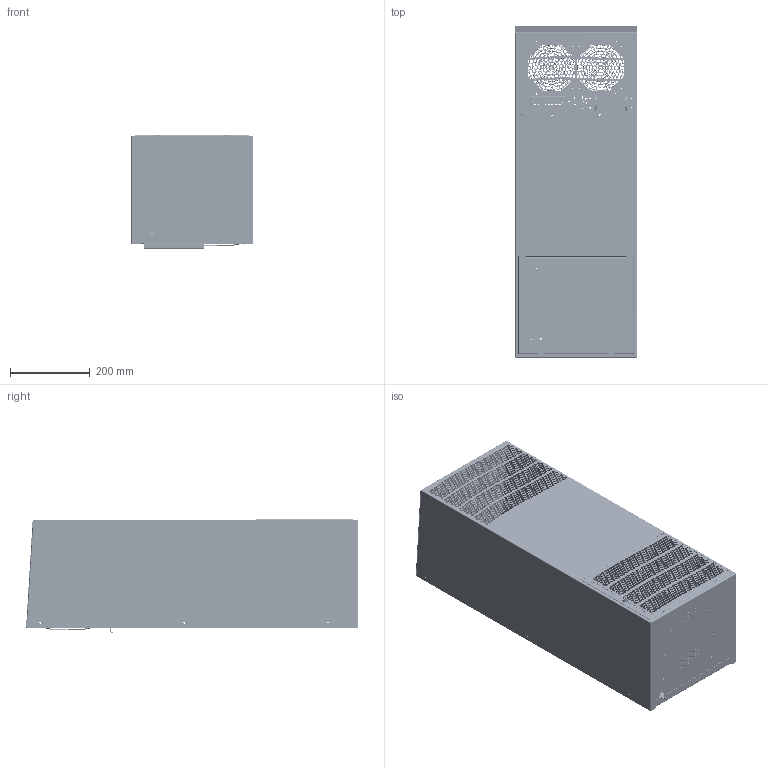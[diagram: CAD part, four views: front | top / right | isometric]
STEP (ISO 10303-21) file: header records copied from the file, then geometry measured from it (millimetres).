
FILE_DESCRIPTION((''),'2;1');
FILE_NAME('OC5705_8_9_COMPLETE_ASSEMBLY_AS_ASM','2019-06-27T12:55:53',('danielc'),(''),'CREO PARAMETRIC BY PTC INC, 2018400','CREO PARAMETRIC BY PTC INC, 2018400','');
FILE_SCHEMA(('CONFIG_CONTROL_DESIGN'));
Products named in the file (33): OC5705_8_9_HOUSING_1; POPNUT_M6_HEX_CLOSED_1; OC5705_8_9_HOUSING_MANUF_ASSY_A_ASM; KG4310_CONNECTOR_BRACKET_1; WAGO_723-609_019-000_1; KG-4315_CONNECTOR_BRKT_ASM_1_ASM; CAREL_IR33P_NOBORDER_1; CAREL_IR33P_SEIFERT_NO_BORDER_A_ASM; OC57XX_MOUNTING_BRACKET_1; OC5705_8_9_HOUSING_ASSY_ASM_1_ASM; OC5705_8_9_INTERNAL_INTAKE_1; FINGER_GUARD_120MM_AXIAL_P1_1; FINGER_GUARD_120MM_AXIAL_P2_1; FINGER_GUARD_120MM_AXIAL_P7_1; FINGER_GUARD_120MM_AXIAL_P4_1; FINGER_GUARD_120MM_AXIAL_P5_1; FINGER_GUARD_120MM_AXIAL_P3_1; FINGER_GUARD_120MM_AXIAL_P16_1; FINGER_GUARD_120MM_AXIAL_P18_1; FINGER_GUARD_120MM_AXIAL_P6_1; FINGER_GUARD_120MM_AXIAL_P8_1; FINGER_GUARD_120MM_AXIAL_1_ASM__ASM; FINGER_GUARD_120MM_AXIAL_ASM_1_ASM; OC5705_8_9_INTERNAL_FAN_ASSY_AS_ASM; OC5705_8_9_COVER_1; OC5705_8_9_COVER_MANUF_ASSY_ASM_ASM; OC5710_FILTER_COVER_1; OC5710_FILTER_COVER_ASM_1_ASM; OC5705_8_9_COVER_ASSY_ASM_1_ASM; OC5705_8_9_10_COMP_BRKT_GL_1; OC5705_8_9_COMPRESSOR_ASSEMBLY__ASM; OC5705_8_9_COMPLETE_ASSEMBLY__1_ASM; OC5705_8_9_COMPLETE_ASSEMBLY_AS_ASM
Assembly tree (40 placements, depth 6):
  OC5705_8_9_COMPLETE_ASSEMBLY_AS_ASM
    OC5705_8_9_COMPLETE_ASSEMBLY__1_ASM
      OC5705_8_9_HOUSING_ASSY_ASM_1_ASM
        OC5705_8_9_HOUSING_MANUF_ASSY_A_ASM
          OC5705_8_9_HOUSING_1
          POPNUT_M6_HEX_CLOSED_1  x8
        KG-4315_CONNECTOR_BRKT_ASM_1_ASM
          KG4310_CONNECTOR_BRACKET_1
          WAGO_723-609_019-000_1
        CAREL_IR33P_SEIFERT_NO_BORDER_A_ASM
          CAREL_IR33P_NOBORDER_1
        OC57XX_MOUNTING_BRACKET_1
      OC5705_8_9_INTERNAL_FAN_ASSY_AS_ASM
        OC5705_8_9_INTERNAL_INTAKE_1
        FINGER_GUARD_120MM_AXIAL_ASM_1_ASM  x2
          FINGER_GUARD_120MM_AXIAL_1_ASM__ASM
            FINGER_GUARD_120MM_AXIAL_P1_1
            FINGER_GUARD_120MM_AXIAL_P2_1
            FINGER_GUARD_120MM_AXIAL_P7_1
            FINGER_GUARD_120MM_AXIAL_P4_1
            FINGER_GUARD_120MM_AXIAL_P5_1
            FINGER_GUARD_120MM_AXIAL_P3_1
            FINGER_GUARD_120MM_AXIAL_P16_1
            FINGER_GUARD_120MM_AXIAL_P18_1
            FINGER_GUARD_120MM_AXIAL_P6_1
            FINGER_GUARD_120MM_AXIAL_P8_1
      OC5705_8_9_COVER_ASSY_ASM_1_ASM
        OC5705_8_9_COVER_MANUF_ASSY_ASM_ASM
          OC5705_8_9_COVER_1
        OC5710_FILTER_COVER_ASM_1_ASM
          OC5710_FILTER_COVER_1
      OC5705_8_9_COMPRESSOR_ASSEMBLY__ASM
        OC5705_8_9_10_COMP_BRKT_GL_1
Bounding box: 304 x 830.25 x 283.81 mm (x, y, z)
Volume: 1629115.7 mm3; surface area: 2927176.8 mm2
Topology: 37 solids, 37 shells, 5147 faces, 14636 edges, 9560 vertices
Faces by surface type: cylinder 3786, plane 1127, torus 128, bspline 60, cone 34, sphere 12
Entity records: 177207 total; most frequent: CARTESIAN_POINT 35227, DIRECTION 31152, ORIENTED_EDGE 27864, EDGE_CURVE 13932, AXIS2_PLACEMENT_3D 12448, VERTEX_POINT 9145, EDGE_LOOP 8489, CIRCLE 7537
